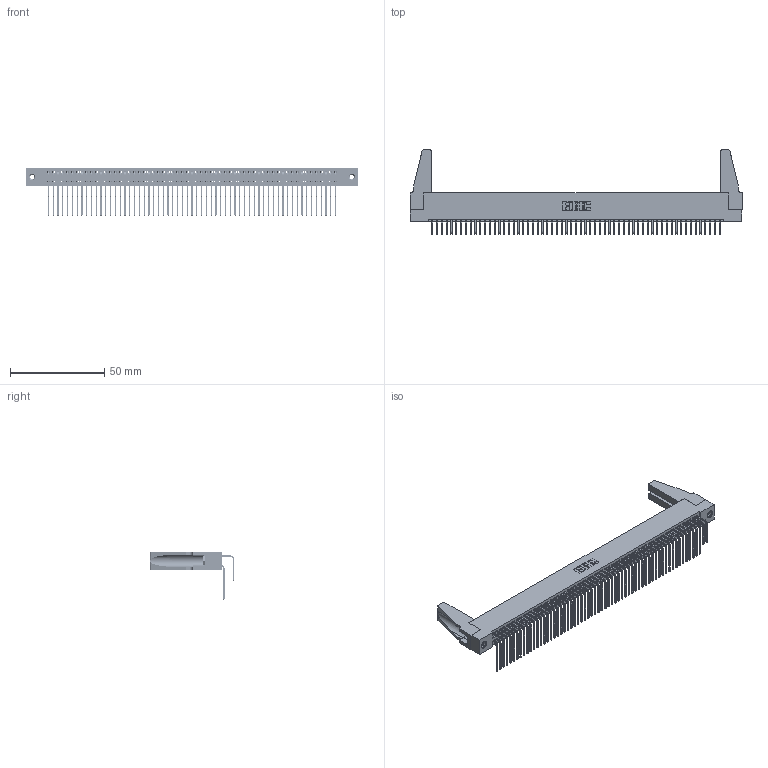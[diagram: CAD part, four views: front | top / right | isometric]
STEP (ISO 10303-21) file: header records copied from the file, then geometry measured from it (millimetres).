
FILE_DESCRIPTION (( 'STEP AP203' ), '1' );
FILE_NAME ('345-122-558-288.STEP', '2019-11-06T15:37:23', ( '' ), ( '' ), 'SwSTEP 2.0', 'SolidWorks 2016', '' );
FILE_SCHEMA (( 'CONFIG_CONTROL_DESIGN' ));
Length unit declared in the file: inch
Products named in the file (6): 345-292-001_558 559 Tail - 1; 345-250-001_345-250-001-102; 345-292-001_558 Tail - 2; 345 Part_Flush Mounting Lugs - 0.156 Dia-TH; 345-122-558-288; 345-220-078_345-220-088
Assembly tree (127 placements, depth 2):
  345-122-558-288
    345 Part_Flush Mounting Lugs - 0.156 Dia-TH
    345-292-001_558 559 Tail - 1  x61
    345-292-001_558 Tail - 2  x61
    345-250-001_345-250-001-102  x2
    345-220-078_345-220-088  x2
Bounding box: 176.17 x 44.69 x 25.53 mm (x, y, z)
Volume: 21246.4 mm3; surface area: 33397.6 mm2
Topology: 127 solids, 127 shells, 6594 faces, 19565 edges, 12870 vertices
Faces by surface type: plane 4422, cylinder 2156, cone 12, torus 4
Entity records: 49104 total; most frequent: CARTESIAN_POINT 8253, ORIENTED_EDGE 8096, DIRECTION 7232, EDGE_CURVE 4048, VECTOR 3590, LINE 3590, VERTEX_POINT 2690, AXIS2_PLACEMENT_3D 1821
